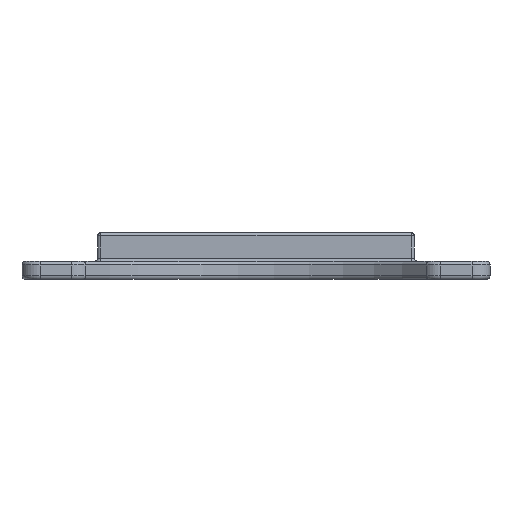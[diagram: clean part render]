
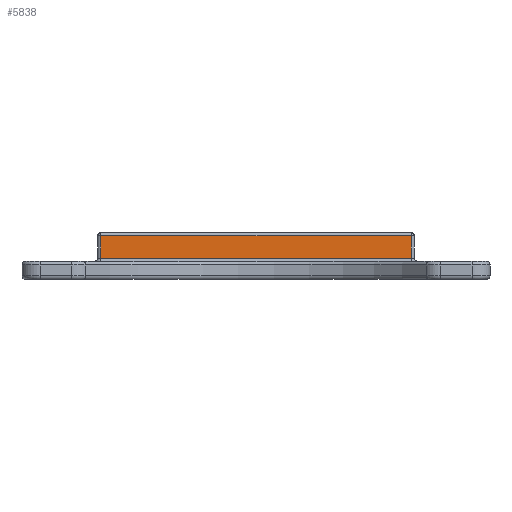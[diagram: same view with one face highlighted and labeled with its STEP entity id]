
A CAD part, front view. The second image highlights one B-rep face of the part: STEP entity #5838.
In plain terms, the highlighted planar face has unit normal (0, -1, 0).
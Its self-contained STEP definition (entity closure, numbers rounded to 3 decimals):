
#1669 = CYLINDRICAL_SURFACE('',#1670,0.9);
#1670 = AXIS2_PLACEMENT_3D('',#1671,#1672,#1673);
#1671 = CARTESIAN_POINT('',(-43.1,-32.1,5.));
#1672 = DIRECTION('',(0.,0.,1.));
#1673 = DIRECTION('',(0.,-1.,0.));
#2945 = CYLINDRICAL_SURFACE('',#2946,0.9);
#2946 = AXIS2_PLACEMENT_3D('',#2947,#2948,#2949);
#2947 = CARTESIAN_POINT('',(-44.,-33.9,5.9));
#2948 = DIRECTION('',(1.,0.,0.));
#2949 = DIRECTION('',(0.,0.,-1.));
#3052 = CYLINDRICAL_SURFACE('',#3053,0.9);
#3053 = AXIS2_PLACEMENT_3D('',#3054,#3055,#3056);
#3054 = CARTESIAN_POINT('',(-44.,-32.1,12.1));
#3055 = DIRECTION('',(1.,0.,0.));
#3056 = DIRECTION('',(0.,-1.,-0.));
#3137 = CYLINDRICAL_SURFACE('',#3138,0.9);
#3138 = AXIS2_PLACEMENT_3D('',#3139,#3140,#3141);
#3139 = CARTESIAN_POINT('',(43.1,-32.1,5.));
#3140 = DIRECTION('',(0.,0.,1.));
#3141 = DIRECTION('',(0.,-1.,0.));
#3549 = EDGE_CURVE('',#3550,#3552,#3554,.T.);
#3550 = VERTEX_POINT('',#3551);
#3551 = CARTESIAN_POINT('',(-43.1,-33.,5.9));
#3552 = VERTEX_POINT('',#3553);
#3553 = CARTESIAN_POINT('',(-43.1,-33.,12.1));
#3554 = SURFACE_CURVE('',#3555,(#3559,#3566),.PCURVE_S1.);
#3555 = LINE('',#3556,#3557);
#3556 = CARTESIAN_POINT('',(-43.1,-33.,5.));
#3557 = VECTOR('',#3558,1.);
#3558 = DIRECTION('',(0.,0.,1.));
#3559 = PCURVE('',#1669,#3560);
#3560 = DEFINITIONAL_REPRESENTATION('',(#3561),#3565);
#3561 = LINE('',#3562,#3563);
#3562 = CARTESIAN_POINT('',(-0.,0.));
#3563 = VECTOR('',#3564,1.);
#3564 = DIRECTION('',(-0.,1.));
#3565 = ( GEOMETRIC_REPRESENTATION_CONTEXT(2) 
PARAMETRIC_REPRESENTATION_CONTEXT() REPRESENTATION_CONTEXT('2D SPACE',''
  ) );
#3566 = PCURVE('',#3567,#3572);
#3567 = PLANE('',#3568);
#3568 = AXIS2_PLACEMENT_3D('',#3569,#3570,#3571);
#3569 = CARTESIAN_POINT('',(-44.,-33.,5.));
#3570 = DIRECTION('',(0.,1.,0.));
#3571 = DIRECTION('',(1.,0.,0.));
#3572 = DEFINITIONAL_REPRESENTATION('',(#3573),#3577);
#3573 = LINE('',#3574,#3575);
#3574 = CARTESIAN_POINT('',(0.9,0.));
#3575 = VECTOR('',#3576,1.);
#3576 = DIRECTION('',(0.,-1.));
#3577 = ( GEOMETRIC_REPRESENTATION_CONTEXT(2) 
PARAMETRIC_REPRESENTATION_CONTEXT() REPRESENTATION_CONTEXT('2D SPACE',''
  ) );
#5582 = EDGE_CURVE('',#3550,#5583,#5585,.T.);
#5583 = VERTEX_POINT('',#5584);
#5584 = CARTESIAN_POINT('',(43.1,-33.,5.9));
#5585 = SURFACE_CURVE('',#5586,(#5590,#5597),.PCURVE_S1.);
#5586 = LINE('',#5587,#5588);
#5587 = CARTESIAN_POINT('',(-44.,-33.,5.9));
#5588 = VECTOR('',#5589,1.);
#5589 = DIRECTION('',(1.,0.,0.));
#5590 = PCURVE('',#2945,#5591);
#5591 = DEFINITIONAL_REPRESENTATION('',(#5592),#5596);
#5592 = LINE('',#5593,#5594);
#5593 = CARTESIAN_POINT('',(1.571,0.));
#5594 = VECTOR('',#5595,1.);
#5595 = DIRECTION('',(0.,1.));
#5596 = ( GEOMETRIC_REPRESENTATION_CONTEXT(2) 
PARAMETRIC_REPRESENTATION_CONTEXT() REPRESENTATION_CONTEXT('2D SPACE',''
  ) );
#5597 = PCURVE('',#3567,#5598);
#5598 = DEFINITIONAL_REPRESENTATION('',(#5599),#5603);
#5599 = LINE('',#5600,#5601);
#5600 = CARTESIAN_POINT('',(0.,-0.9));
#5601 = VECTOR('',#5602,1.);
#5602 = DIRECTION('',(1.,0.));
#5603 = ( GEOMETRIC_REPRESENTATION_CONTEXT(2) 
PARAMETRIC_REPRESENTATION_CONTEXT() REPRESENTATION_CONTEXT('2D SPACE',''
  ) );
#5705 = VERTEX_POINT('',#5706);
#5706 = CARTESIAN_POINT('',(43.1,-33.,12.1));
#5731 = EDGE_CURVE('',#3552,#5705,#5732,.T.);
#5732 = SURFACE_CURVE('',#5733,(#5737,#5744),.PCURVE_S1.);
#5733 = LINE('',#5734,#5735);
#5734 = CARTESIAN_POINT('',(-44.,-33.,12.1));
#5735 = VECTOR('',#5736,1.);
#5736 = DIRECTION('',(1.,0.,0.));
#5737 = PCURVE('',#3052,#5738);
#5738 = DEFINITIONAL_REPRESENTATION('',(#5739),#5743);
#5739 = LINE('',#5740,#5741);
#5740 = CARTESIAN_POINT('',(-0.,0.));
#5741 = VECTOR('',#5742,1.);
#5742 = DIRECTION('',(-0.,1.));
#5743 = ( GEOMETRIC_REPRESENTATION_CONTEXT(2) 
PARAMETRIC_REPRESENTATION_CONTEXT() REPRESENTATION_CONTEXT('2D SPACE',''
  ) );
#5744 = PCURVE('',#3567,#5745);
#5745 = DEFINITIONAL_REPRESENTATION('',(#5746),#5750);
#5746 = LINE('',#5747,#5748);
#5747 = CARTESIAN_POINT('',(0.,-7.1));
#5748 = VECTOR('',#5749,1.);
#5749 = DIRECTION('',(1.,0.));
#5750 = ( GEOMETRIC_REPRESENTATION_CONTEXT(2) 
PARAMETRIC_REPRESENTATION_CONTEXT() REPRESENTATION_CONTEXT('2D SPACE',''
  ) );
#5781 = EDGE_CURVE('',#5583,#5705,#5782,.T.);
#5782 = SURFACE_CURVE('',#5783,(#5787,#5794),.PCURVE_S1.);
#5783 = LINE('',#5784,#5785);
#5784 = CARTESIAN_POINT('',(43.1,-33.,5.));
#5785 = VECTOR('',#5786,1.);
#5786 = DIRECTION('',(0.,0.,1.));
#5787 = PCURVE('',#3137,#5788);
#5788 = DEFINITIONAL_REPRESENTATION('',(#5789),#5793);
#5789 = LINE('',#5790,#5791);
#5790 = CARTESIAN_POINT('',(0.,0.));
#5791 = VECTOR('',#5792,1.);
#5792 = DIRECTION('',(0.,1.));
#5793 = ( GEOMETRIC_REPRESENTATION_CONTEXT(2) 
PARAMETRIC_REPRESENTATION_CONTEXT() REPRESENTATION_CONTEXT('2D SPACE',''
  ) );
#5794 = PCURVE('',#3567,#5795);
#5795 = DEFINITIONAL_REPRESENTATION('',(#5796),#5800);
#5796 = LINE('',#5797,#5798);
#5797 = CARTESIAN_POINT('',(87.1,0.));
#5798 = VECTOR('',#5799,1.);
#5799 = DIRECTION('',(0.,-1.));
#5800 = ( GEOMETRIC_REPRESENTATION_CONTEXT(2) 
PARAMETRIC_REPRESENTATION_CONTEXT() REPRESENTATION_CONTEXT('2D SPACE',''
  ) );
#5838 = ADVANCED_FACE('',(#5839),#3567,.F.);
#5839 = FACE_BOUND('',#5840,.F.);
#5840 = EDGE_LOOP('',(#5841,#5842,#5843,#5844));
#5841 = ORIENTED_EDGE('',*,*,#3549,.T.);
#5842 = ORIENTED_EDGE('',*,*,#5731,.T.);
#5843 = ORIENTED_EDGE('',*,*,#5781,.F.);
#5844 = ORIENTED_EDGE('',*,*,#5582,.F.);
